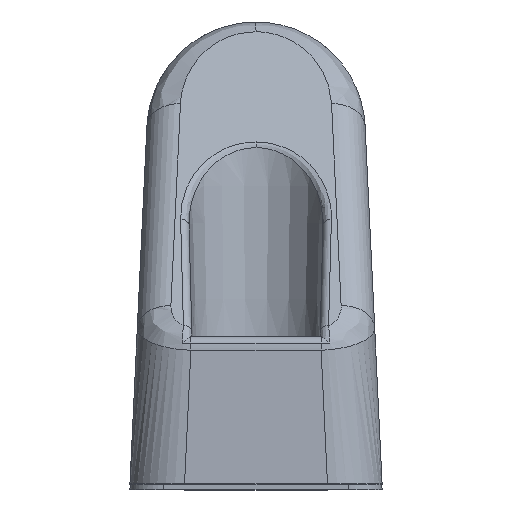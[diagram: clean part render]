
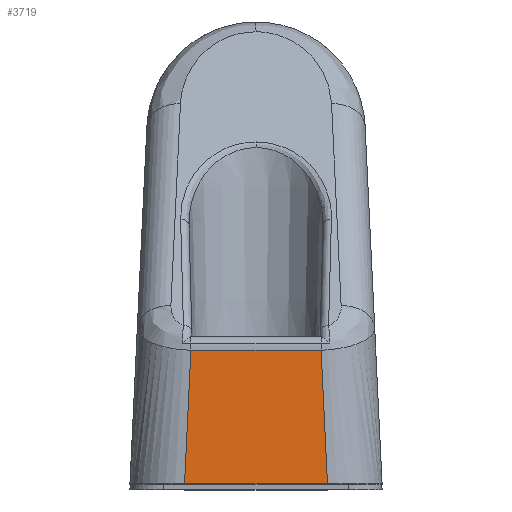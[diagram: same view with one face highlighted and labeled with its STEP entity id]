
A CAD part, top view. The second image highlights one B-rep face of the part: STEP entity #3719.
In plain terms, the highlighted planar face has unit normal (0, 0.018, 1).
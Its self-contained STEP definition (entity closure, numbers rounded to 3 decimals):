
#46 = VECTOR ( 'NONE', #399, 1000. ) ;
#51 = CARTESIAN_POINT ( 'NONE',  ( -6.877, -7.676, 214.401 ) ) ;
#108 = LINE ( 'NONE', #51, #1895 ) ;
#399 = DIRECTION ( 'NONE',  ( 0.047, -0.999, 0.017 ) ) ;
#488 = EDGE_CURVE ( 'NONE', #4189, #3545, #108, .T. ) ;
#515 = VECTOR ( 'NONE', #807, 1000. ) ;
#561 = ORIENTED_EDGE ( 'NONE', *, *, #488, .T. ) ;
#754 = ORIENTED_EDGE ( 'NONE', *, *, #4916, .T. ) ;
#807 = DIRECTION ( 'NONE',  ( -1., 0., 0. ) ) ;
#816 = CARTESIAN_POINT ( 'NONE',  ( -15., -42., 215. ) ) ;
#833 = CARTESIAN_POINT ( 'NONE',  ( -31., -26.116, 214.723 ) ) ;
#916 = ORIENTED_EDGE ( 'NONE', *, *, #2811, .T. ) ;
#1692 = DIRECTION ( 'NONE',  ( 1., 0., 0. ) ) ;
#1895 = VECTOR ( 'NONE', #5300, 1000. ) ;
#2063 = FACE_OUTER_BOUND ( 'NONE', #4493, .T. ) ;
#2158 = CARTESIAN_POINT ( 'NONE',  ( -31., -42., 215. ) ) ;
#2254 = LINE ( 'NONE', #816, #2752 ) ;
#2407 = CARTESIAN_POINT ( 'NONE',  ( -7.749, -26.116, 214.723 ) ) ;
#2557 = VERTEX_POINT ( 'NONE', #5438 ) ;
#2682 = LINE ( 'NONE', #833, #515 ) ;
#2690 = CARTESIAN_POINT ( 'NONE',  ( 8.5, -42., 215. ) ) ;
#2740 = AXIS2_PLACEMENT_3D ( 'NONE', #2158, #5210, #4382 ) ;
#2752 = VECTOR ( 'NONE', #1692, 1000. ) ;
#2811 = EDGE_CURVE ( 'NONE', #3545, #4071, #2254, .T. ) ;
#3064 = CARTESIAN_POINT ( 'NONE',  ( 6.877, -7.676, 214.401 ) ) ;
#3297 = CARTESIAN_POINT ( 'NONE',  ( -8.5, -42., 215. ) ) ;
#3465 = PLANE ( 'NONE',  #2740 ) ;
#3545 = VERTEX_POINT ( 'NONE', #3297 ) ;
#3719 = ADVANCED_FACE ( 'NONE', ( #2063 ), #3465, .F. ) ;
#3812 = ORIENTED_EDGE ( 'NONE', *, *, #4953, .F. ) ;
#4071 = VERTEX_POINT ( 'NONE', #2690 ) ;
#4189 = VERTEX_POINT ( 'NONE', #2407 ) ;
#4382 = DIRECTION ( 'NONE',  ( 0., 1., -0.017 ) ) ;
#4493 = EDGE_LOOP ( 'NONE', ( #3812, #754, #561, #916 ) ) ;
#4916 = EDGE_CURVE ( 'NONE', #2557, #4189, #2682, .T. ) ;
#4953 = EDGE_CURVE ( 'NONE', #2557, #4071, #5682, .T. ) ;
#5210 = DIRECTION ( 'NONE',  ( 0., -0.017, -1. ) ) ;
#5300 = DIRECTION ( 'NONE',  ( -0.047, -0.999, 0.017 ) ) ;
#5438 = CARTESIAN_POINT ( 'NONE',  ( 7.749, -26.116, 214.723 ) ) ;
#5682 = LINE ( 'NONE', #3064, #46 ) ;
